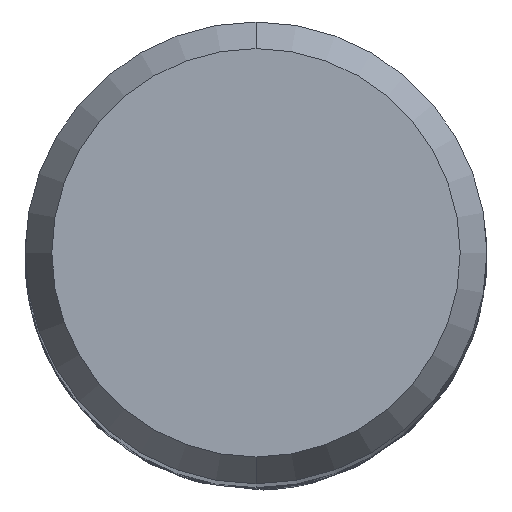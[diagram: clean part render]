
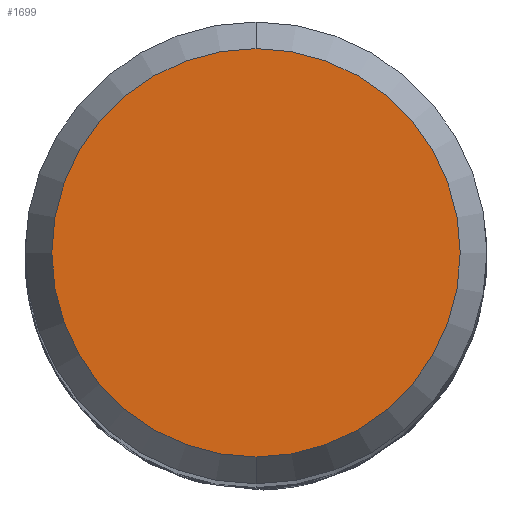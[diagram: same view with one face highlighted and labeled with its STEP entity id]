
A CAD part, top view. The second image highlights one B-rep face of the part: STEP entity #1699.
In plain terms, the highlighted planar face has unit normal (0, 0, 1).
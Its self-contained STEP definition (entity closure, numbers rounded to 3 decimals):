
#1033=EDGE_CURVE('',#1807,#1511,#2276,.T.);
#1511=VERTEX_POINT('',#2797);
#1699=ADVANCED_FACE('',(#3002),#3003,.T.);
#1783=EDGE_CURVE('',#1511,#1807,#3099,.T.);
#1807=VERTEX_POINT('',#3125);
#2276=CIRCLE('',#6706,4.423);
#2797=CARTESIAN_POINT('',(0.0,4.423,0.0));
#3002=FACE_OUTER_BOUND('',#14415,.T.);
#3003=PLANE('',#14416);
#3099=CIRCLE('',#16307,4.423);
#3125=CARTESIAN_POINT('',(0.,-4.423,0.0));
#6706=AXIS2_PLACEMENT_3D('',#17443,#17444,#17445);
#14415=EDGE_LOOP('',(#18198,#18199));
#14416=AXIS2_PLACEMENT_3D('',#18200,#18201,#18202);
#16307=AXIS2_PLACEMENT_3D('',#18332,#18333,#18334);
#17443=CARTESIAN_POINT('',(0.0,0.0,0.0));
#17444=DIRECTION('',(0.0,0.0,-1.0));
#17445=DIRECTION('',(0.0,1.0,0.0));
#18198=ORIENTED_EDGE('',*,*,#1783,.F.);
#18199=ORIENTED_EDGE('',*,*,#1033,.F.);
#18200=CARTESIAN_POINT('',(0.0,2.211,0.0));
#18201=DIRECTION('',(-0.0,0.0,1.0));
#18202=DIRECTION('',(0.0,-1.0,0.0));
#18332=CARTESIAN_POINT('',(0.0,0.0,0.0));
#18333=DIRECTION('',(0.0,0.0,-1.0));
#18334=DIRECTION('',(0.0,1.0,0.0));
